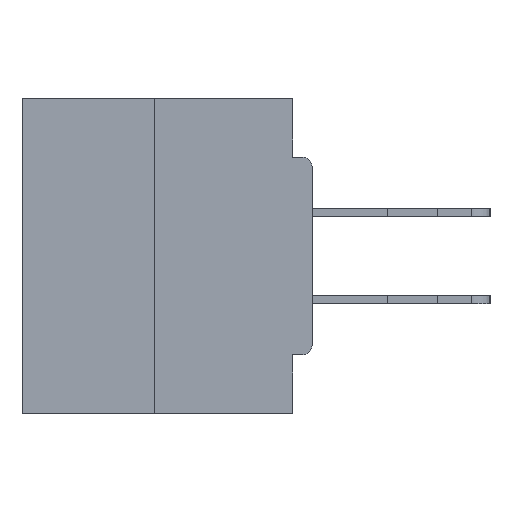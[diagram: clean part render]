
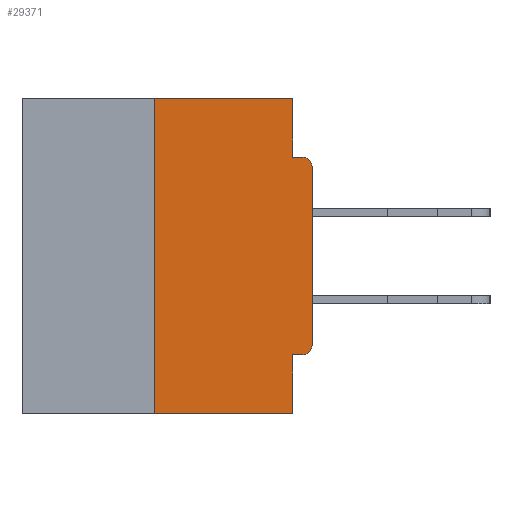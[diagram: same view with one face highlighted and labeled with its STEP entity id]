
A CAD part, left-side view. The second image highlights one B-rep face of the part: STEP entity #29371.
In plain terms, the highlighted planar face has unit normal (-1, 0, 0).
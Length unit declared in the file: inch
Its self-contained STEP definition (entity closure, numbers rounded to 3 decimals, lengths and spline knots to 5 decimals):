
#458 = CARTESIAN_POINT ( 'NONE',  ( 0., 0.46, 0. ) ) ;
#937 = CARTESIAN_POINT ( 'NONE',  ( 0., 0., -0.3915 ) ) ;
#1395 = EDGE_CURVE ( 'NONE', #7584, #27163, #33712, .T. ) ;
#3429 = VECTOR ( 'NONE', #21601, 39.37008 ) ;
#3450 = DIRECTION ( 'NONE',  ( 0., 1., 0. ) ) ;
#3611 = VECTOR ( 'NONE', #34417, 39.37008 ) ;
#3923 = VERTEX_POINT ( 'NONE', #18921 ) ;
#4543 = ORIENTED_EDGE ( 'NONE', *, *, #33710, .F. ) ;
#4614 = VERTEX_POINT ( 'NONE', #13278 ) ;
#6368 = VERTEX_POINT ( 'NONE', #937 ) ;
#6962 = CARTESIAN_POINT ( 'NONE',  ( 0., 0.015, -0.4065 ) ) ;
#7497 = DIRECTION ( 'NONE',  ( 1., 0., 0. ) ) ;
#7538 = VECTOR ( 'NONE', #12021, 39.37008 ) ;
#7584 = VERTEX_POINT ( 'NONE', #17541 ) ;
#7688 = CARTESIAN_POINT ( 'NONE',  ( 0., 0.46, 0. ) ) ;
#7815 = CARTESIAN_POINT ( 'NONE',  ( 0., 0.015, -0.0935 ) ) ;
#8061 = ORIENTED_EDGE ( 'NONE', *, *, #19235, .T. ) ;
#8232 = ORIENTED_EDGE ( 'NONE', *, *, #21430, .F. ) ;
#8355 = CARTESIAN_POINT ( 'NONE',  ( 0., 0.031, -0.0935 ) ) ;
#8438 = VERTEX_POINT ( 'NONE', #6962 ) ;
#8609 = LINE ( 'NONE', #25891, #11164 ) ;
#8875 = CARTESIAN_POINT ( 'NONE',  ( 0., 0., -0.1085 ) ) ;
#9082 = DIRECTION ( 'NONE',  ( 0., 0., -1. ) ) ;
#9443 = VECTOR ( 'NONE', #28630, 39.37008 ) ;
#9702 = ORIENTED_EDGE ( 'NONE', *, *, #1395, .F. ) ;
#11164 = VECTOR ( 'NONE', #3450, 39.37008 ) ;
#11514 = ORIENTED_EDGE ( 'NONE', *, *, #12312, .T. ) ;
#11541 = CIRCLE ( 'NONE', #25636, 0.015 ) ;
#11613 = ORIENTED_EDGE ( 'NONE', *, *, #36228, .F. ) ;
#11687 = LINE ( 'NONE', #458, #7538 ) ;
#12021 = DIRECTION ( 'NONE',  ( 0., -1., 0. ) ) ;
#12312 = EDGE_CURVE ( 'NONE', #19151, #28106, #19443, .T. ) ;
#12357 = EDGE_CURVE ( 'NONE', #3923, #4614, #36153, .T. ) ;
#12428 = CARTESIAN_POINT ( 'NONE',  ( 0., 0.015, -0.3915 ) ) ;
#13139 = LINE ( 'NONE', #16076, #3429 ) ;
#13278 = CARTESIAN_POINT ( 'NONE',  ( 0., 0.25, 0. ) ) ;
#13904 = DIRECTION ( 'NONE',  ( -1., 0., 0. ) ) ;
#14006 = DIRECTION ( 'NONE',  ( 0., 0., 1. ) ) ;
#16076 = CARTESIAN_POINT ( 'NONE',  ( 0., 0.46, -0.5 ) ) ;
#17541 = CARTESIAN_POINT ( 'NONE',  ( 0., 0.031, 0. ) ) ;
#17665 = DIRECTION ( 'NONE',  ( 0., -1., 0. ) ) ;
#18016 = VERTEX_POINT ( 'NONE', #20579 ) ;
#18873 = DIRECTION ( 'NONE',  ( 0., 0., -1. ) ) ;
#18921 = CARTESIAN_POINT ( 'NONE',  ( 0., 0.25, -0.5 ) ) ;
#19151 = VERTEX_POINT ( 'NONE', #8875 ) ;
#19235 = EDGE_CURVE ( 'NONE', #6368, #19151, #22820, .T. ) ;
#19443 = CIRCLE ( 'NONE', #20024, 0.015 ) ;
#19919 = DIRECTION ( 'NONE',  ( 0., 0., -1. ) ) ;
#20024 = AXIS2_PLACEMENT_3D ( 'NONE', #30456, #13904, #9082 ) ;
#20577 = VECTOR ( 'NONE', #17665, 39.37008 ) ;
#20579 = CARTESIAN_POINT ( 'NONE',  ( 0., 0.031, -0.5 ) ) ;
#21309 = EDGE_CURVE ( 'NONE', #3923, #18016, #13139, .T. ) ;
#21430 = EDGE_CURVE ( 'NONE', #4614, #7584, #11687, .T. ) ;
#21601 = DIRECTION ( 'NONE',  ( 0., -1., 0. ) ) ;
#22137 = ORIENTED_EDGE ( 'NONE', *, *, #34864, .F. ) ;
#22673 = CARTESIAN_POINT ( 'NONE',  ( 0., 0.031, 0. ) ) ;
#22820 = LINE ( 'NONE', #34207, #28561 ) ;
#24043 = FACE_OUTER_BOUND ( 'NONE', #29336, .T. ) ;
#25275 = ORIENTED_EDGE ( 'NONE', *, *, #25503, .T. ) ;
#25503 = EDGE_CURVE ( 'NONE', #8438, #6368, #11541, .T. ) ;
#25636 = AXIS2_PLACEMENT_3D ( 'NONE', #12428, #29152, #26065 ) ;
#25891 = CARTESIAN_POINT ( 'NONE',  ( 0., 0., -0.4065 ) ) ;
#25912 = VERTEX_POINT ( 'NONE', #34182 ) ;
#26065 = DIRECTION ( 'NONE',  ( 0., 0., -1. ) ) ;
#26311 = LINE ( 'NONE', #26661, #20577 ) ;
#26661 = CARTESIAN_POINT ( 'NONE',  ( 0., 0., -0.0935 ) ) ;
#27163 = VERTEX_POINT ( 'NONE', #8355 ) ;
#28106 = VERTEX_POINT ( 'NONE', #7815 ) ;
#28561 = VECTOR ( 'NONE', #14006, 39.37008 ) ;
#28630 = DIRECTION ( 'NONE',  ( 0., 0., -1. ) ) ;
#29152 = DIRECTION ( 'NONE',  ( -1., 0., 0. ) ) ;
#29336 = EDGE_LOOP ( 'NONE', ( #8232, #33768, #34800, #22137, #4543, #25275, #8061, #11514, #11613, #9702 ) ) ;
#29371 = ADVANCED_FACE ( 'NONE', ( #24043 ), #35244, .F. ) ;
#30456 = CARTESIAN_POINT ( 'NONE',  ( 0., 0.015, -0.1085 ) ) ;
#30840 = CARTESIAN_POINT ( 'NONE',  ( 0., 0.031, -0.5 ) ) ;
#33191 = VECTOR ( 'NONE', #19919, 39.37008 ) ;
#33401 = CARTESIAN_POINT ( 'NONE',  ( 0., 0.25, 0. ) ) ;
#33710 = EDGE_CURVE ( 'NONE', #8438, #25912, #8609, .T. ) ;
#33712 = LINE ( 'NONE', #22673, #33191 ) ;
#33768 = ORIENTED_EDGE ( 'NONE', *, *, #12357, .F. ) ;
#34144 = LINE ( 'NONE', #30840, #9443 ) ;
#34182 = CARTESIAN_POINT ( 'NONE',  ( 0., 0.031, -0.4065 ) ) ;
#34207 = CARTESIAN_POINT ( 'NONE',  ( 0., 0., 0. ) ) ;
#34417 = DIRECTION ( 'NONE',  ( 0., 0., 1. ) ) ;
#34540 = AXIS2_PLACEMENT_3D ( 'NONE', #7688, #7497, #18873 ) ;
#34800 = ORIENTED_EDGE ( 'NONE', *, *, #21309, .T. ) ;
#34864 = EDGE_CURVE ( 'NONE', #25912, #18016, #34144, .T. ) ;
#35244 = PLANE ( 'NONE',  #34540 ) ;
#36153 = LINE ( 'NONE', #33401, #3611 ) ;
#36228 = EDGE_CURVE ( 'NONE', #27163, #28106, #26311, .T. ) ;
